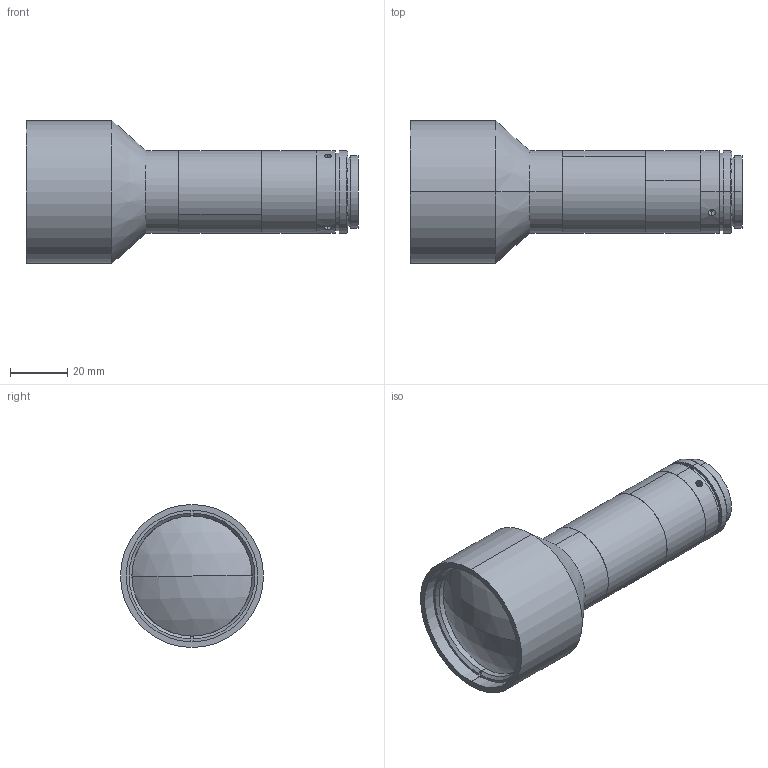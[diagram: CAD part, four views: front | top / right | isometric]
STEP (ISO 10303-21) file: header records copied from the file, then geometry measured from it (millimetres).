
FILE_DESCRIPTION (( 'STEP AP203' ), '1' );
FILE_NAME ('XF-10MDT05X110-1C.STEP', '2017-07-03T06:49:55', ( 'canrill005' ), ( '' ), 'SwSTEP 2.0', 'SolidWorks 2014', '' );
FILE_SCHEMA (( 'CONFIG_CONTROL_DESIGN' ));
Length unit declared in the file: millimetre
Products named in the file (1): XF-10MDT05X110-1C
Bounding box: 116.03 x 50 x 50 mm (x, y, z)
Surface area: 19821.8 mm2 (no closed solid volume)
Topology: 0 solids, 9 shells, 76 faces, 186 edges, 126 vertices
Faces by surface type: cylinder 36, plane 30, cone 6, sphere 4
Entity records: 2549 total; most frequent: CARTESIAN_POINT 629, DIRECTION 426, ORIENTED_EDGE 322, EDGE_CURVE 186, AXIS2_PLACEMENT_3D 179, VERTEX_POINT 126, CIRCLE 102, EDGE_LOOP 93
